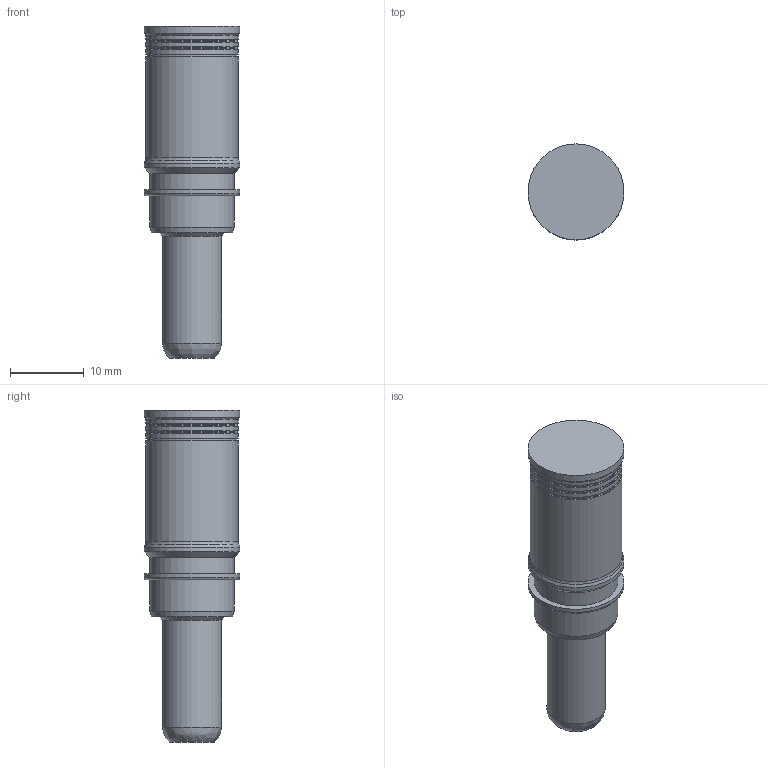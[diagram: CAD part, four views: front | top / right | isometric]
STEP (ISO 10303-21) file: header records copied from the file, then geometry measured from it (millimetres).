
FILE_DESCRIPTION(/* description */ (''),/* implementation_level */ '2;1');
FILE_NAME(/* name */ 'C3D_N_01_080_0006_1.stp',/* time_stamp */ '2016-03-01T14:42:58+01:00',/* author */ (''),/* organization */ (''),/* preprocessor_version */ 'ST-DEVELOPER v15',/* originating_system */ 'SIEMENS PLM Software NX 9.0',/* authorisation */ '');
FILE_SCHEMA (('CONFIG_CONTROL_DESIGN'));
Length unit declared in the file: millimetre
Products named in the file (1): n 01 080 0006 1nxm001-03
Bounding box: 13 x 13 x 45 mm (x, y, z)
Volume: 4147.5 mm3; surface area: 1791.9 mm2
Topology: 1 solids, 1 shells, 33 faces, 60 edges, 32 vertices
Faces by surface type: cylinder 13, cone 11, plane 5, torus 3, bspline 1
Full cylindrical faces by diameter (mm): 8 x1, 11.4 x2, 12.3 x3, 12.5 x4, 13 x3
Entity records: 761 total; most frequent: DIRECTION 130, CARTESIAN_POINT 125, AXIS2_PLACEMENT_3D 65, EDGE_LOOP 64, ORIENTED_EDGE 64, FACE_BOUND 62, ADVANCED_FACE 33, VERTEX_POINT 32
